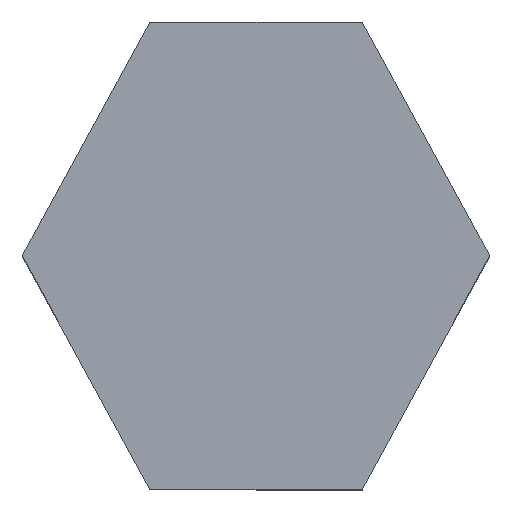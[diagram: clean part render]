
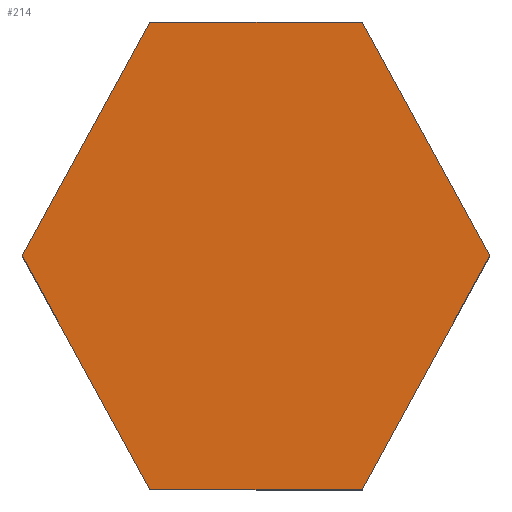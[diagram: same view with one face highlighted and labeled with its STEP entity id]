
A CAD part, top view. The second image highlights one B-rep face of the part: STEP entity #214.
In plain terms, the highlighted planar face has unit normal (0, 0, 1).
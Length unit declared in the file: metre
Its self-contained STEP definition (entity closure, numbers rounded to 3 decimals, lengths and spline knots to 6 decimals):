
#3 = VERTEX_POINT ( 'NONE', #320 ) ;
#26 = ORIENTED_EDGE ( 'NONE', *, *, #104, .F. ) ;
#29 = EDGE_CURVE ( 'NONE', #215, #256, #347, .T. ) ;
#39 = CARTESIAN_POINT ( 'NONE',  ( -0.004894, -0.00267, 0.006928 ) ) ;
#41 = CARTESIAN_POINT ( 'NONE',  ( -0.00635, 0.00635, 0.006928 ) ) ;
#51 = CARTESIAN_POINT ( 'NONE',  ( 0.002886, -0.00635, 0.006928 ) ) ;
#55 = VERTEX_POINT ( 'NONE', #201 ) ;
#63 = LINE ( 'NONE', #185, #354 ) ;
#67 = VECTOR ( 'NONE', #121, 1. ) ;
#86 = EDGE_CURVE ( 'NONE', #255, #215, #284, .T. ) ;
#95 = CARTESIAN_POINT ( 'NONE',  ( -0.004894, 0.00267, 0.006928 ) ) ;
#104 = EDGE_CURVE ( 'NONE', #255, #345, #317, .T. ) ;
#105 = PLANE ( 'NONE',  #253 ) ;
#111 = VECTOR ( 'NONE', #144, 1. ) ;
#117 = EDGE_CURVE ( 'NONE', #3, #345, #360, .T. ) ;
#121 = DIRECTION ( 'NONE',  ( 0.479, 0.878, 0. ) ) ;
#144 = DIRECTION ( 'NONE',  ( 1., 0., 0. ) ) ;
#146 = ORIENTED_EDGE ( 'NONE', *, *, #29, .T. ) ;
#156 = DIRECTION ( 'NONE',  ( 1., 0., 0. ) ) ;
#160 = ORIENTED_EDGE ( 'NONE', *, *, #117, .T. ) ;
#162 = ORIENTED_EDGE ( 'NONE', *, *, #86, .T. ) ;
#185 = CARTESIAN_POINT ( 'NONE',  ( 0.004894, -0.00267, 0.006928 ) ) ;
#201 = CARTESIAN_POINT ( 'NONE',  ( 0.00635, 0., 0.006928 ) ) ;
#205 = FACE_OUTER_BOUND ( 'NONE', #314, .T. ) ;
#207 = DIRECTION ( 'NONE',  ( -0.479, 0.878, 0. ) ) ;
#210 = EDGE_CURVE ( 'NONE', #55, #3, #343, .T. ) ;
#212 = CARTESIAN_POINT ( 'NONE',  ( -0.00635, 0., 0.006928 ) ) ;
#214 = ADVANCED_FACE ( 'NONE', ( #205 ), #105, .T. ) ;
#215 = VERTEX_POINT ( 'NONE', #270 ) ;
#220 = VECTOR ( 'NONE', #207, 1. ) ;
#241 = CARTESIAN_POINT ( 'NONE',  ( 0.004894, 0.00267, 0.006928 ) ) ;
#249 = ORIENTED_EDGE ( 'NONE', *, *, #210, .T. ) ;
#253 = AXIS2_PLACEMENT_3D ( 'NONE', #302, #330, #156 ) ;
#254 = EDGE_CURVE ( 'NONE', #55, #256, #63, .T. ) ;
#255 = VERTEX_POINT ( 'NONE', #212 ) ;
#256 = VERTEX_POINT ( 'NONE', #51 ) ;
#266 = DIRECTION ( 'NONE',  ( -1., 0., 0. ) ) ;
#270 = CARTESIAN_POINT ( 'NONE',  ( -0.002886, -0.00635, 0.006928 ) ) ;
#284 = LINE ( 'NONE', #39, #328 ) ;
#302 = CARTESIAN_POINT ( 'NONE',  ( 0., 0., 0.006928 ) ) ;
#314 = EDGE_LOOP ( 'NONE', ( #26, #162, #146, #326, #249, #160 ) ) ;
#317 = LINE ( 'NONE', #95, #67 ) ;
#320 = CARTESIAN_POINT ( 'NONE',  ( 0.002886, 0.00635, 0.006928 ) ) ;
#321 = CARTESIAN_POINT ( 'NONE',  ( -0.00635, -0.00635, 0.006928 ) ) ;
#324 = DIRECTION ( 'NONE',  ( 0.479, -0.878, 0. ) ) ;
#326 = ORIENTED_EDGE ( 'NONE', *, *, #254, .F. ) ;
#328 = VECTOR ( 'NONE', #324, 1. ) ;
#330 = DIRECTION ( 'NONE',  ( 0., 0., 1. ) ) ;
#337 = CARTESIAN_POINT ( 'NONE',  ( -0.002886, 0.00635, 0.006928 ) ) ;
#343 = LINE ( 'NONE', #241, #220 ) ;
#345 = VERTEX_POINT ( 'NONE', #337 ) ;
#347 = LINE ( 'NONE', #321, #111 ) ;
#354 = VECTOR ( 'NONE', #361, 1. ) ;
#360 = LINE ( 'NONE', #41, #369 ) ;
#361 = DIRECTION ( 'NONE',  ( -0.479, -0.878, 0. ) ) ;
#369 = VECTOR ( 'NONE', #266, 1. ) ;
